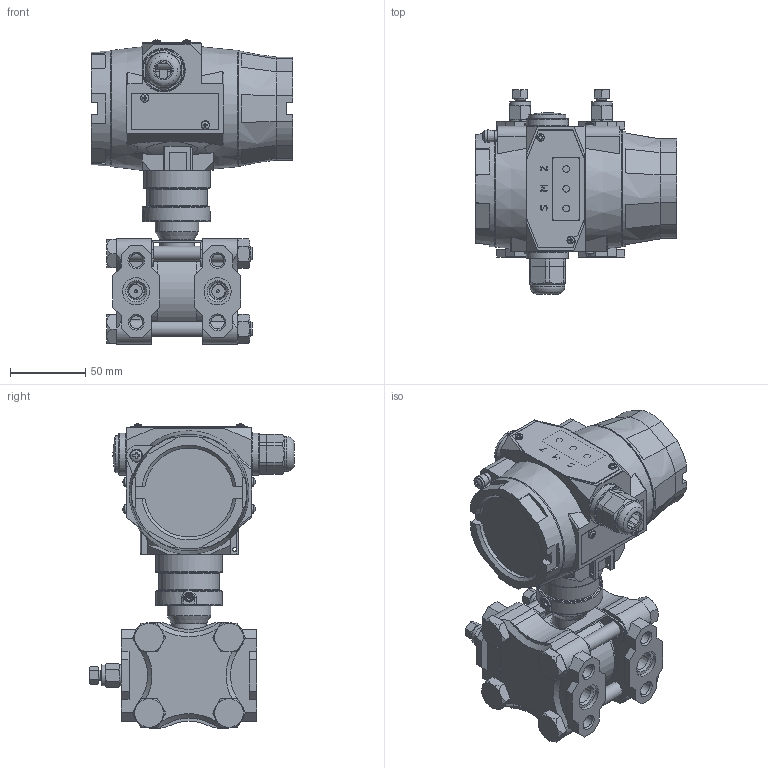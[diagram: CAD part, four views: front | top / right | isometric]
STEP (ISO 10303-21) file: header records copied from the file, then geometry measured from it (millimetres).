
FILE_DESCRIPTION(('STEP AP242'), '1');
FILE_NAME('pd200-dd', '', ('UNSPECIFIED'), ('UNSPECIFIED'), 'C3D Converter', 'C3D Toolkit', '');
FILE_SCHEMA(('AP242_MANAGED_MODEL_BASED_3D_ENGINEERING_MIM_LF { 1 0 10303 442 1 1 4 }'));
Length unit declared in the file: millimetre
Products named in the file (54): ПД200-01 ДД; HT3051-V6.3; Плата; LG-305X-CON-D60-V1 2015.1; M; -01; РТМ20
Assembly tree (82 placements, depth 4):
  ПД200-01 ДД
    (unnamed)
    (unnamed)  x2
    (unnamed)
    HT3051-V6.3
    Плата
    (unnamed)  x2
    (unnamed)  x2
    (unnamed)  x2
    (unnamed)
    (unnamed)  x2
    (unnamed)  x4
    LG-305X-CON-D60-V1 2015.1
    (unnamed)  x3
    (unnamed)  x2
      M
      (unnamed)
    -01
      M
      (unnamed)
    (unnamed)
    (unnamed)
    (unnamed)  x2
    (unnamed)  x2
    (unnamed)
    (unnamed)  x2
    (unnamed)
    (unnamed)
    (unnamed)  x2
    (unnamed)  x2
    (unnamed)
    (unnamed)
    (unnamed)
    (unnamed)
    (unnamed)
      (unnamed)
      (unnamed)
      (unnamed)  x2
    (unnamed)
    (unnamed)
    (unnamed)
    (unnamed)  x2
    (unnamed)
    РТМ20
      (unnamed)
      (unnamed)
    (unnamed)
      (unnamed)
      (unnamed)  x2
      (unnamed)  x4
      (unnamed)  x4
      (unnamed)  x2
      (unnamed)  x2
        (unnamed)
        (unnamed)
      (unnamed)
Bounding box: 134 x 135.95 x 201.8 mm (x, y, z)
Volume: 571911.7 mm3; surface area: 297873.5 mm2
Topology: 77 solids, 79 shells, 2752 faces, 7024 edges, 4540 vertices
Faces by surface type: plane 1326, cylinder 810, torus 258, cone 215, bspline 96, sphere 47
Full cylindrical faces by diameter (mm): 1.7 x2, 2 x8, 2.013 x6, 2.4 x4, 2.459 x8, 2.5 x2, 2.6 x2, 2.85 x3, 3 x19, 3.121 x1, 3.2 x5, 3.242 x1, 3.3 x3, 3.5 x1, 3.6 x2, 3.8 x3, 3.9 x3, 4 x8, 4.4 x3, 4.5 x5, 4.917 x1, 5 x11, 5.188 x4, 5.5 x2, 5.6 x10, 6 x7, 6.35 x2, 6.647 x2, 7 x3, 7.3 x3
Entity records: 104577 total; most frequent: CARTESIAN_POINT 33850, DIRECTION 10674, ORIENTED_EDGE 9886, EDGE_CURVE 4945, AXIS2_PLACEMENT_3D 4171, VERTEX_POINT 3405, EDGE_LOOP 2744, FACE_BOUND 2378
